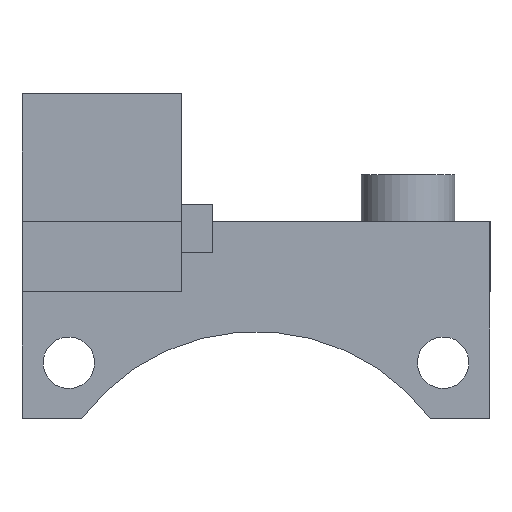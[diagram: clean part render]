
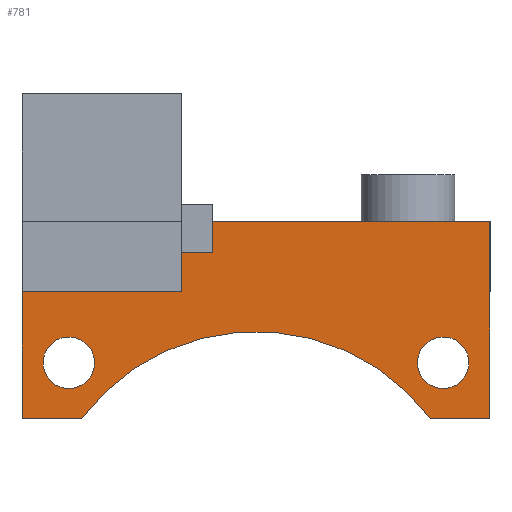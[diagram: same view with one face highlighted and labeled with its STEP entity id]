
A CAD part, front view. The second image highlights one B-rep face of the part: STEP entity #781.
In plain terms, the highlighted planar face has unit normal (0, -1, 0).
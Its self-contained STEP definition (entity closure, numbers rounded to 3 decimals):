
#21=FACE_BOUND('',#117,.T.);
#22=FACE_BOUND('',#118,.T.);
#28=PLANE('',#846);
#70=FACE_OUTER_BOUND('',#116,.T.);
#116=EDGE_LOOP('',(#561,#562,#563,#564,#565,#566,#567,#568,#569,#570));
#117=EDGE_LOOP('',(#571));
#118=EDGE_LOOP('',(#572));
#169=CIRCLE('',#845,14.);
#170=CIRCLE('',#847,1.65);
#171=CIRCLE('',#848,1.65);
#180=LINE('',#1124,#279);
#181=LINE('',#1126,#280);
#182=LINE('',#1128,#281);
#183=LINE('',#1130,#282);
#184=LINE('',#1132,#283);
#185=LINE('',#1134,#284);
#186=LINE('',#1136,#285);
#187=LINE('',#1138,#286);
#188=LINE('',#1139,#287);
#279=VECTOR('',#911,10.);
#280=VECTOR('',#912,10.);
#281=VECTOR('',#913,10.);
#282=VECTOR('',#914,10.);
#283=VECTOR('',#915,10.);
#284=VECTOR('',#916,10.);
#285=VECTOR('',#917,10.);
#286=VECTOR('',#918,10.);
#287=VECTOR('',#919,10.);
#377=VERTEX_POINT('',#1115);
#379=VERTEX_POINT('',#1119);
#380=VERTEX_POINT('',#1123);
#381=VERTEX_POINT('',#1125);
#382=VERTEX_POINT('',#1127);
#383=VERTEX_POINT('',#1129);
#384=VERTEX_POINT('',#1131);
#385=VERTEX_POINT('',#1133);
#386=VERTEX_POINT('',#1135);
#387=VERTEX_POINT('',#1137);
#388=VERTEX_POINT('',#1140);
#389=VERTEX_POINT('',#1142);
#451=EDGE_CURVE('',#377,#379,#169,.T.);
#452=EDGE_CURVE('',#379,#380,#180,.T.);
#453=EDGE_CURVE('',#380,#381,#181,.T.);
#454=EDGE_CURVE('',#382,#381,#182,.T.);
#455=EDGE_CURVE('',#382,#383,#183,.T.);
#456=EDGE_CURVE('',#383,#384,#184,.T.);
#457=EDGE_CURVE('',#384,#385,#185,.T.);
#458=EDGE_CURVE('',#385,#386,#186,.T.);
#459=EDGE_CURVE('',#387,#386,#187,.T.);
#460=EDGE_CURVE('',#387,#377,#188,.T.);
#461=EDGE_CURVE('',#388,#388,#170,.T.);
#462=EDGE_CURVE('',#389,#389,#171,.T.);
#561=ORIENTED_EDGE('',*,*,#451,.T.);
#562=ORIENTED_EDGE('',*,*,#452,.T.);
#563=ORIENTED_EDGE('',*,*,#453,.T.);
#564=ORIENTED_EDGE('',*,*,#454,.F.);
#565=ORIENTED_EDGE('',*,*,#455,.T.);
#566=ORIENTED_EDGE('',*,*,#456,.T.);
#567=ORIENTED_EDGE('',*,*,#457,.T.);
#568=ORIENTED_EDGE('',*,*,#458,.T.);
#569=ORIENTED_EDGE('',*,*,#459,.F.);
#570=ORIENTED_EDGE('',*,*,#460,.T.);
#571=ORIENTED_EDGE('',*,*,#461,.T.);
#572=ORIENTED_EDGE('',*,*,#462,.T.);
#781=ADVANCED_FACE('',(#70,#21,#22),#28,.T.);
#845=AXIS2_PLACEMENT_3D('',#1121,#907,#908);
#846=AXIS2_PLACEMENT_3D('',#1122,#909,#910);
#847=AXIS2_PLACEMENT_3D('',#1141,#920,#921);
#848=AXIS2_PLACEMENT_3D('',#1143,#922,#923);
#907=DIRECTION('center_axis',(0.,1.,0.));
#908=DIRECTION('ref_axis',(1.,0.,0.));
#909=DIRECTION('center_axis',(0.,-1.,0.));
#910=DIRECTION('ref_axis',(1.,0.,0.));
#911=DIRECTION('',(1.,0.,0.));
#912=DIRECTION('',(0.,0.,1.));
#913=DIRECTION('',(1.,0.,0.));
#914=DIRECTION('',(0.,0.,-1.));
#915=DIRECTION('',(-1.,0.,0.));
#916=DIRECTION('',(0.,0.,-1.));
#917=DIRECTION('',(-1.,0.,0.));
#918=DIRECTION('',(0.,0.,1.));
#919=DIRECTION('',(1.,0.,0.));
#920=DIRECTION('center_axis',(0.,1.,0.));
#921=DIRECTION('ref_axis',(1.,0.,0.));
#922=DIRECTION('center_axis',(0.,1.,0.));
#923=DIRECTION('ref_axis',(1.,0.,0.));
#1115=CARTESIAN_POINT('',(-11.177,-29.074,63.378));
#1119=CARTESIAN_POINT('',(11.176,-29.074,63.378));
#1121=CARTESIAN_POINT('Origin',(0.,-29.074,
54.946));
#1122=CARTESIAN_POINT('Origin',(0.,-29.074,
66.689));
#1123=CARTESIAN_POINT('',(15.,-29.074,63.378));
#1124=CARTESIAN_POINT('',(-15.,-29.074,63.378));
#1125=CARTESIAN_POINT('',(15.,-29.074,76.));
#1126=CARTESIAN_POINT('',(15.,-29.074,63.378));
#1127=CARTESIAN_POINT('',(-2.8,-29.074,76.));
#1128=CARTESIAN_POINT('',(15.,-29.074,76.));
#1129=CARTESIAN_POINT('',(-2.8,-29.074,74.));
#1130=CARTESIAN_POINT('',(-2.8,-29.074,71.344));
#1131=CARTESIAN_POINT('',(-4.8,-29.074,74.));
#1132=CARTESIAN_POINT('',(-1.9,-29.074,74.));
#1133=CARTESIAN_POINT('',(-4.8,-29.074,71.5));
#1134=CARTESIAN_POINT('',(-4.8,-29.074,71.344));
#1135=CARTESIAN_POINT('',(-15.,-29.074,71.5));
#1136=CARTESIAN_POINT('',(-4.95,-29.074,71.5));
#1137=CARTESIAN_POINT('',(-15.,-29.074,63.378));
#1138=CARTESIAN_POINT('',(-15.,-29.074,70.));
#1139=CARTESIAN_POINT('',(-15.,-29.074,63.378));
#1140=CARTESIAN_POINT('',(-13.65,-29.074,66.946));
#1141=CARTESIAN_POINT('Origin',(-12.,-29.074,66.946));
#1142=CARTESIAN_POINT('',(10.35,-29.074,66.946));
#1143=CARTESIAN_POINT('Origin',(12.,-29.074,66.946));
